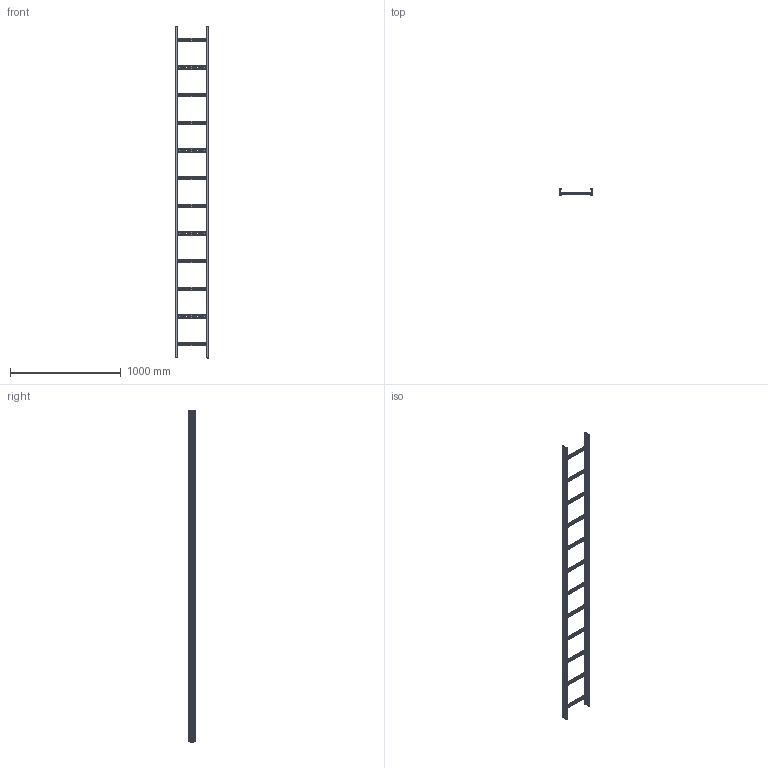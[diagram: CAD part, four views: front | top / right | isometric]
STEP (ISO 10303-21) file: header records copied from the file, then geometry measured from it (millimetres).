
FILE_DESCRIPTION (( 'STEP AP203' ), '1' );
FILE_NAME ('10-02-2220.STEP', '2013-05-02T07:02:08', ( 'asennus' ), ( '' ), 'SwSTEP 2.0', 'SolidWorks 2013', '' );
FILE_SCHEMA (( 'CONFIG_CONTROL_DESIGN' ));
Length unit declared in the file: millimetre
Products named in the file (1): 10-02-2220
Bounding box: 297 x 60 x 3000 mm (x, y, z)
Volume: 816717.4 mm3; surface area: 1660796.6 mm2
Topology: 14 solids, 14 shells, 1844 faces, 5176 edges, 3360 vertices
Faces by surface type: plane 980, cylinder 864
Entity records: 63119 total; most frequent: CARTESIAN_POINT 18181, ORIENTED_EDGE 10352, DIRECTION 8194, EDGE_CURVE 5176, VERTEX_POINT 3360, LINE 2872, VECTOR 2872, AXIS2_PLACEMENT_3D 2661
